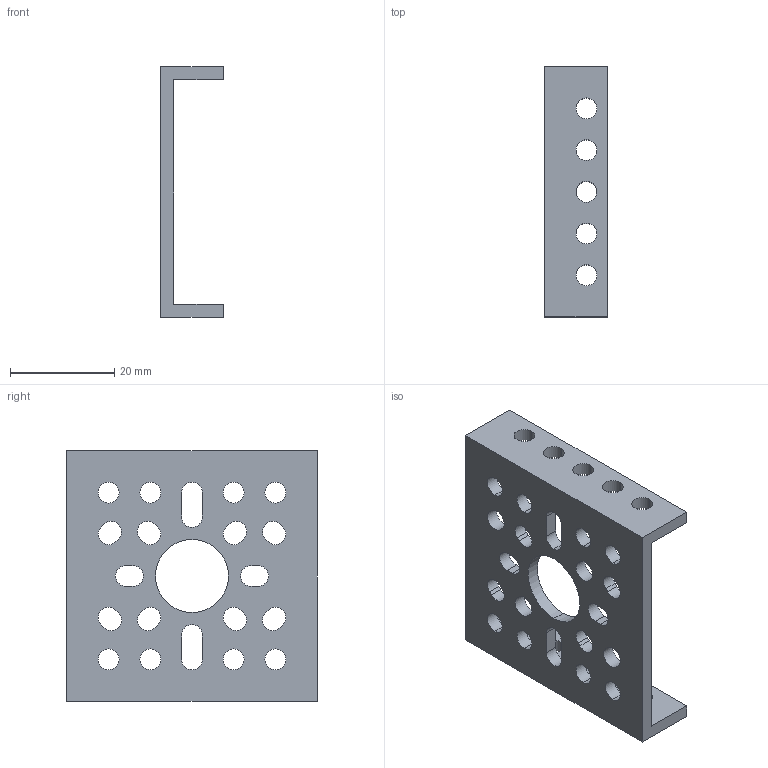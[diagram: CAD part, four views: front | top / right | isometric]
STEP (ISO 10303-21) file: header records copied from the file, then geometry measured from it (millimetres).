
FILE_DESCRIPTION (( 'STEP AP203' ), '1' );
FILE_NAME ('1107-0001-0048 rev1.STEP', '2017-05-05T16:39:41', ( '' ), ( '' ), 'SwSTEP 2.0', 'SolidWorks 2016', '' );
FILE_SCHEMA (( 'CONFIG_CONTROL_DESIGN' ));
Length unit declared in the file: millimetre
Products named in the file (1): 1107-0001-0048 rev1
Bounding box: 12 x 48 x 48 mm (x, y, z)
Volume: 6536.6 mm3; surface area: 6944.8 mm2
Topology: 1 solids, 1 shells, 106 faces, 312 edges, 208 vertices
Faces by surface type: cylinder 72, plane 34
Entity records: 3801 total; most frequent: DIRECTION 670, CARTESIAN_POINT 627, ORIENTED_EDGE 624, EDGE_CURVE 312, AXIS2_PLACEMENT_3D 251, VERTEX_POINT 208, VECTOR 168, EDGE_LOOP 168
